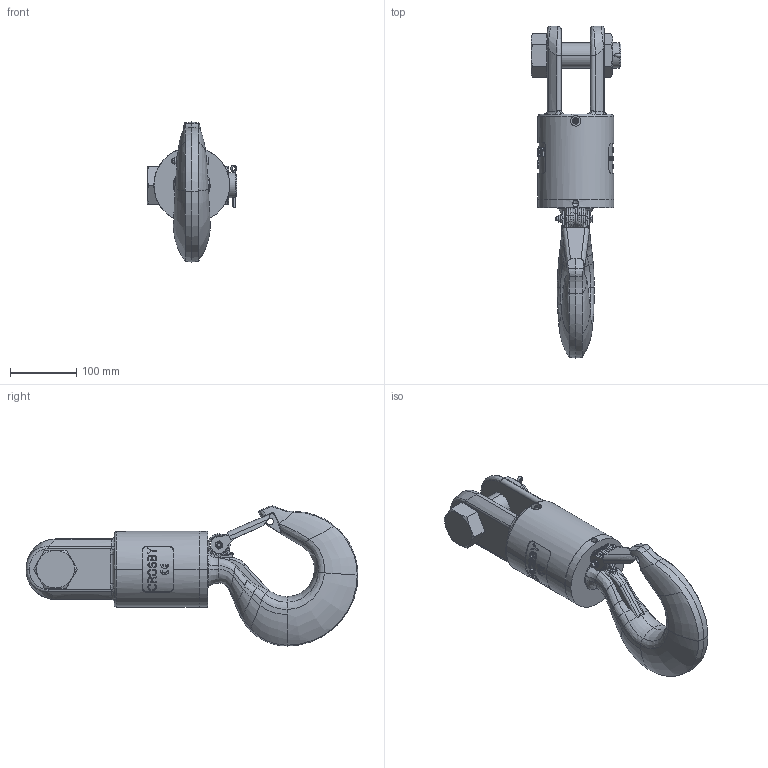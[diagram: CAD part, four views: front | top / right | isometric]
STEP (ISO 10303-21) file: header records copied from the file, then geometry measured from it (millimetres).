
FILE_DESCRIPTION((''),'2;1');
FILE_NAME('CROSBY_SWIVEL_10-S-1_0297618','2013-12-16T',('alan doughty'),('The Crosby Group LLC'),'PRO/ENGINEER BY PARAMETRIC TECHNOLOGY CORPORATION, 2013040','PRO/ENGINEER BY PARAMETRIC TECHNOLOGY CORPORATION, 2013040','');
FILE_SCHEMA(('AUTOMOTIVE_DESIGN { 1 0 10303 214 1 1 1 1 }'));
Length unit declared in the file: inch
Products named in the file (1): CROSBY_SWIVEL_10-S-1_0297618
Bounding box: 135.86 x 501.52 x 211.59 mm (x, y, z)
Volume: 2867249.5 mm3; surface area: 301029.7 mm2
Topology: 2 solids, 5 shells, 996 faces, 2657 edges, 1691 vertices
Faces by surface type: plane 607, bspline 150, cylinder 130, torus 63, cone 40, extrusion 4, sphere 2
Entity records: 40662 total; most frequent: CARTESIAN_POINT 16918, ORIENTED_EDGE 5298, DIRECTION 3783, EDGE_CURVE 2651, VERTEX_POINT 1691, AXIS2_PLACEMENT_3D 1402, B_SPLINE_CURVE_WITH_KNOTS 1121, EDGE_LOOP 1054
